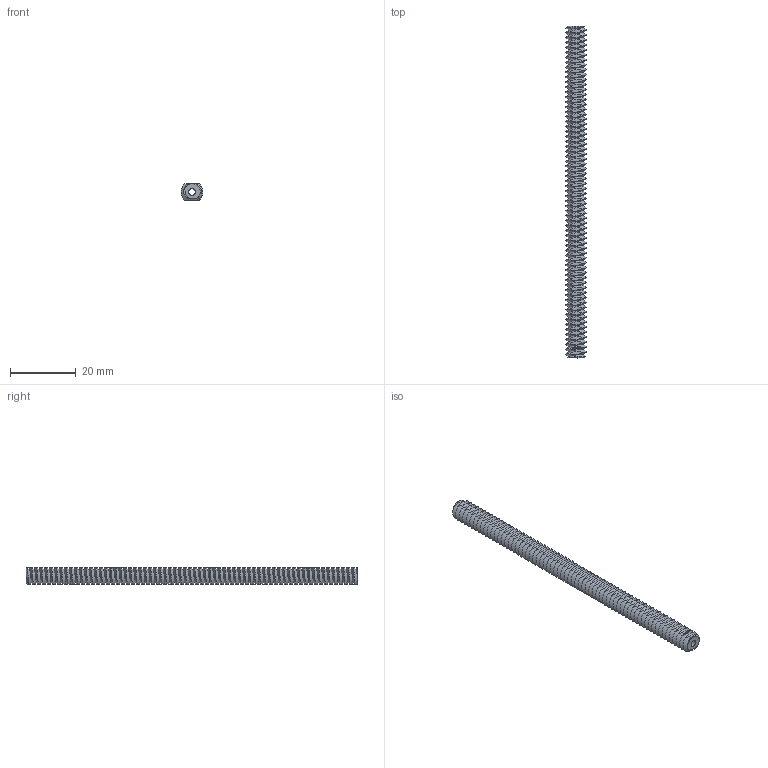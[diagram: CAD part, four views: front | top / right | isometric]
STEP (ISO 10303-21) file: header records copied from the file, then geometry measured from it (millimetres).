
FILE_DESCRIPTION(('FreeCAD Model'),'2;1');
FILE_NAME('Open CASCADE Shape Model','2023-11-29T16:50:23',(''),(''), 'Open CASCADE STEP processor 7.6','FreeCAD','Unknown');
FILE_SCHEMA(('AUTOMOTIVE_DESIGN { 1 0 10303 214 1 1 1 1 }'));
Products named in the file (1): Threaded Rod FL-RH BU07.25 - SPN-THR-0029 (stemfie.org)
Bounding box: 6.6 x 100.62 x 5 mm (x, y, z)
Volume: 1833.6 mm3; surface area: 3634 mm2
Topology: 1 solids, 1 shells, 761 faces, 2106 edges, 1379 vertices
Faces by surface type: plane 444, extrusion 162, bspline 148, cone 6, cylinder 1
Full cylindrical faces by diameter (mm): 2 x1
Entity records: 98741 total; most frequent: CARTESIAN_POINT 61292, DIRECTION 5037, ORIENTED_EDGE 4212, PCURVE 4212, DEFINITIONAL_REPRESENTATION 4212, VECTOR 4095, LINE 3933, B_SPLINE_CURVE_WITH_KNOTS 2519
